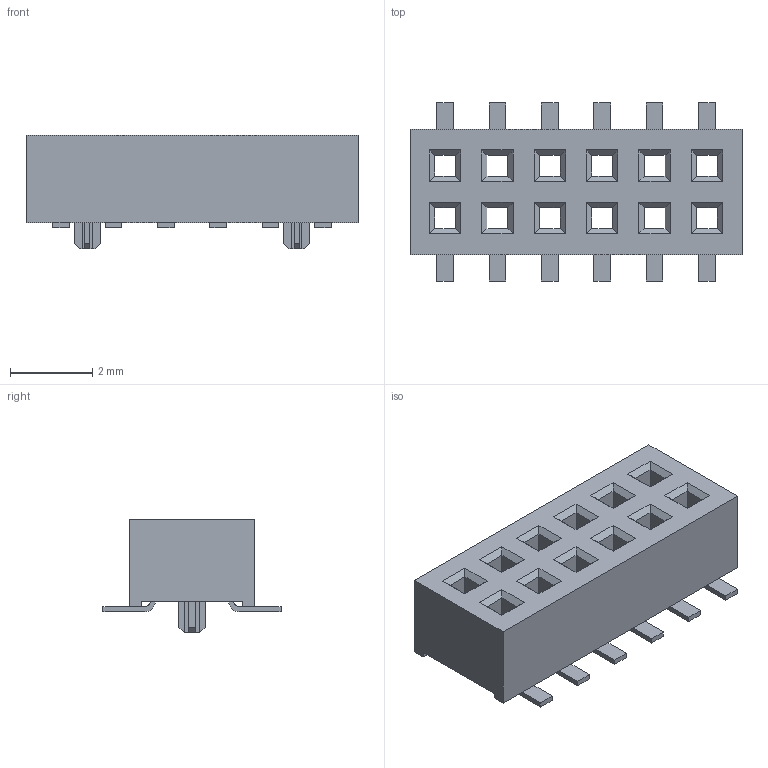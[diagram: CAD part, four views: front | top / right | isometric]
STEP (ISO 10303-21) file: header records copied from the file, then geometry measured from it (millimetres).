
FILE_DESCRIPTION(/* description */ (''),/* implementation_level */ '2;1');
FILE_NAME(/* name */ 'SAMTEC_CLP–106–02–L–D–A.stp',/* time_stamp */ '2016-02-17T14:25:15+01:00',/* author */ ('riccim'),/* organization */ ('SAMTEC'),/* preprocessor_version */ 'ST-DEVELOPER v15.5',/* originating_system */ 'AutoCAD Mechanical',/* authorisation */ '');
FILE_SCHEMA (('AUTOMOTIVE_DESIGN { 1 0 10303 214 3 1 1 }'));
Length unit declared in the file: millimetre
Products named in the file (1): Product
Bounding box: 8.05 x 4.32 x 2.76 mm (x, y, z)
Volume: 44.3 mm3; surface area: 160.3 mm2
Topology: 13 solids, 13 shells, 252 faces, 616 edges, 392 vertices
Faces by surface type: plane 228, cylinder 24
Entity records: 7295 total; most frequent: CARTESIAN_POINT 1261, ORIENTED_EDGE 1232, DIRECTION 1170, EDGE_CURVE 616, LINE 568, VECTOR 568, VERTEX_POINT 392, AXIS2_PLACEMENT_3D 301
